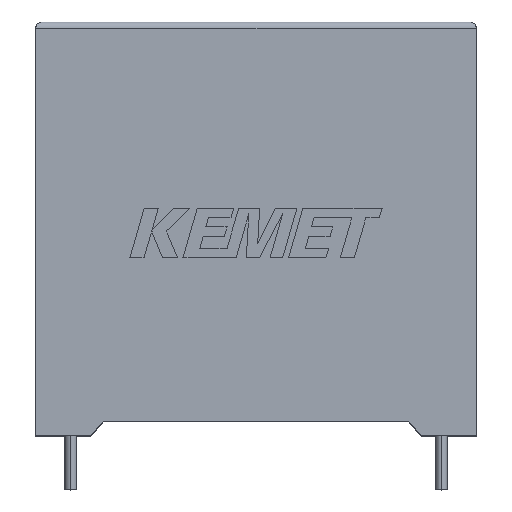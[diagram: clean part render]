
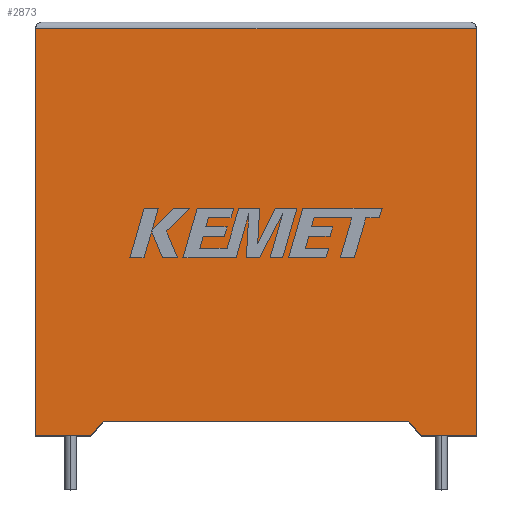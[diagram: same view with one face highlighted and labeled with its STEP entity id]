
A CAD part, top view. The second image highlights one B-rep face of the part: STEP entity #2873.
In plain terms, the highlighted planar face has unit normal (0, 0, 1).
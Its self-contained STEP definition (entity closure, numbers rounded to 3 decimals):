
#52 = DIRECTION ( 'NONE',  ( 0., 0., -1. ) ) ;
#55 = VERTEX_POINT ( 'NONE', #995 ) ;
#123 = EDGE_LOOP ( 'NONE', ( #963, #1705, #1178, #422, #464, #2513, #543, #2292 ) ) ;
#147 = EDGE_CURVE ( 'NONE', #1563, #1988, #2434, .T. ) ;
#180 = DIRECTION ( 'NONE',  ( 0., 1., 0. ) ) ;
#217 = CARTESIAN_POINT ( 'NONE',  ( 28.6, 0., 16.7 ) ) ;
#321 = VECTOR ( 'NONE', #2810, 1000. ) ;
#397 = EDGE_CURVE ( 'NONE', #1988, #2991, #664, .T. ) ;
#410 = VERTEX_POINT ( 'NONE', #2794 ) ;
#422 = ORIENTED_EDGE ( 'NONE', *, *, #861, .T. ) ;
#464 = ORIENTED_EDGE ( 'NONE', *, *, #397, .F. ) ;
#511 = EDGE_CURVE ( 'NONE', #1563, #410, #1845, .T. ) ;
#543 = ORIENTED_EDGE ( 'NONE', *, *, #511, .T. ) ;
#612 = CARTESIAN_POINT ( 'NONE',  ( 4.1, 0., 16.7 ) ) ;
#664 = LINE ( 'NONE', #612, #1701 ) ;
#697 = CARTESIAN_POINT ( 'NONE',  ( 0., 30.2, 16.7 ) ) ;
#727 = CARTESIAN_POINT ( 'NONE',  ( 32.7, 30.2, 16.7 ) ) ;
#735 = AXIS2_PLACEMENT_3D ( 'NONE', #1481, #52, #752 ) ;
#752 = DIRECTION ( 'NONE',  ( -1., 0., 0. ) ) ;
#776 = DIRECTION ( 'NONE',  ( -1., 0., 0. ) ) ;
#861 = EDGE_CURVE ( 'NONE', #1319, #2991, #2727, .T. ) ;
#946 = VERTEX_POINT ( 'NONE', #727 ) ;
#963 = ORIENTED_EDGE ( 'NONE', *, *, #1479, .T. ) ;
#995 = CARTESIAN_POINT ( 'NONE',  ( 32.7, 0., 16.7 ) ) ;
#1178 = ORIENTED_EDGE ( 'NONE', *, *, #2240, .T. ) ;
#1192 = LINE ( 'NONE', #697, #2975 ) ;
#1319 = VERTEX_POINT ( 'NONE', #1602 ) ;
#1338 = EDGE_CURVE ( 'NONE', #946, #1647, #1192, .T. ) ;
#1414 = DIRECTION ( 'NONE',  ( -1., 0., 0. ) ) ;
#1478 = LINE ( 'NONE', #3027, #1580 ) ;
#1479 = EDGE_CURVE ( 'NONE', #55, #946, #1478, .T. ) ;
#1481 = CARTESIAN_POINT ( 'NONE',  ( 0., 0., 16.7 ) ) ;
#1525 = DIRECTION ( 'NONE',  ( 1., 0., 0. ) ) ;
#1563 = VERTEX_POINT ( 'NONE', #1607 ) ;
#1576 = LINE ( 'NONE', #3044, #321 ) ;
#1580 = VECTOR ( 'NONE', #180, 1000. ) ;
#1602 = CARTESIAN_POINT ( 'NONE',  ( 0., 0., 16.7 ) ) ;
#1607 = CARTESIAN_POINT ( 'NONE',  ( 27.692, 1.059, 16.7 ) ) ;
#1637 = LINE ( 'NONE', #2935, #2256 ) ;
#1645 = FACE_OUTER_BOUND ( 'NONE', #123, .T. ) ;
#1646 = DIRECTION ( 'NONE',  ( 1., 0., 0. ) ) ;
#1647 = VERTEX_POINT ( 'NONE', #2524 ) ;
#1701 = VECTOR ( 'NONE', #2505, 1000. ) ;
#1705 = ORIENTED_EDGE ( 'NONE', *, *, #1338, .T. ) ;
#1845 = LINE ( 'NONE', #217, #2851 ) ;
#1875 = CARTESIAN_POINT ( 'NONE',  ( 0., 0., 16.7 ) ) ;
#1925 = CARTESIAN_POINT ( 'NONE',  ( 5.008, 1.059, 16.7 ) ) ;
#1965 = CARTESIAN_POINT ( 'NONE',  ( 4.1, 0., 16.7 ) ) ;
#1988 = VERTEX_POINT ( 'NONE', #1925 ) ;
#2055 = VECTOR ( 'NONE', #1646, 1000. ) ;
#2240 = EDGE_CURVE ( 'NONE', #1647, #1319, #1576, .T. ) ;
#2256 = VECTOR ( 'NONE', #1525, 1000. ) ;
#2292 = ORIENTED_EDGE ( 'NONE', *, *, #2965, .T. ) ;
#2434 = LINE ( 'NONE', #2923, #2588 ) ;
#2505 = DIRECTION ( 'NONE',  ( -0.651, -0.759, 0. ) ) ;
#2513 = ORIENTED_EDGE ( 'NONE', *, *, #147, .F. ) ;
#2524 = CARTESIAN_POINT ( 'NONE',  ( 0., 30.2, 16.7 ) ) ;
#2588 = VECTOR ( 'NONE', #776, 1000. ) ;
#2652 = PLANE ( 'NONE',  #735 ) ;
#2727 = LINE ( 'NONE', #1875, #2055 ) ;
#2794 = CARTESIAN_POINT ( 'NONE',  ( 28.6, 0., 16.7 ) ) ;
#2810 = DIRECTION ( 'NONE',  ( 0., -1., 0. ) ) ;
#2851 = VECTOR ( 'NONE', #3056, 1000. ) ;
#2873 = ADVANCED_FACE ( 'NONE', ( #1645 ), #2652, .F. ) ;
#2923 = CARTESIAN_POINT ( 'NONE',  ( 16.35, 1.059, 16.7 ) ) ;
#2935 = CARTESIAN_POINT ( 'NONE',  ( 0., 0., 16.7 ) ) ;
#2965 = EDGE_CURVE ( 'NONE', #410, #55, #1637, .T. ) ;
#2975 = VECTOR ( 'NONE', #1414, 1000. ) ;
#2991 = VERTEX_POINT ( 'NONE', #1965 ) ;
#3027 = CARTESIAN_POINT ( 'NONE',  ( 32.7, 0., 16.7 ) ) ;
#3044 = CARTESIAN_POINT ( 'NONE',  ( 0., 0., 16.7 ) ) ;
#3056 = DIRECTION ( 'NONE',  ( 0.651, -0.759, 0. ) ) ;
